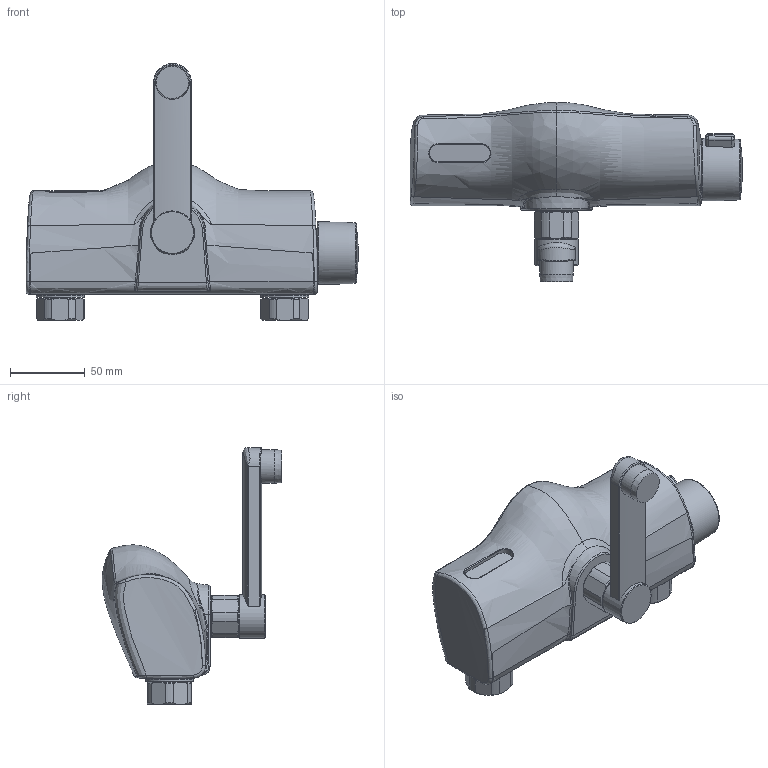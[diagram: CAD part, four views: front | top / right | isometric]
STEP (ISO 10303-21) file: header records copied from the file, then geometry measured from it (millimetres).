
FILE_DESCRIPTION (( 'STEP AP203' ), '1' );
FILE_NAME ('6172+64462201.STEP', '2017-03-09T05:56:15', ( '' ), ( '' ), 'SwSTEP 2.0', 'SolidWorks 2016', '' );
FILE_SCHEMA (( 'CONFIG_CONTROL_DESIGN' ));
Length unit declared in the file: millimetre
Products named in the file (1): 6172+64462201
Bounding box: 221.81 x 119.89 x 171.69 mm (x, y, z)
Volume: 851475.5 mm3; surface area: 78160.1 mm2
Topology: 1 solids, 1 shells, 231 faces, 542 edges, 338 vertices
Faces by surface type: bspline 74, cylinder 54, plane 53, cone 41, sphere 5, torus 4
Full cylindrical faces by diameter (mm): 22.471 x1, 24 x2, 26 x2, 26.44 x1, 28.5 x1, 29 x1, 32 x2, 33.326 x1
Entity records: 20644 total; most frequent: CARTESIAN_POINT 16101, ORIENTED_EDGE 1022, DIRECTION 721, EDGE_CURVE 511, VERTEX_POINT 331, AXIS2_PLACEMENT_3D 317, EDGE_LOOP 280, B_SPLINE_CURVE_WITH_KNOTS 262
